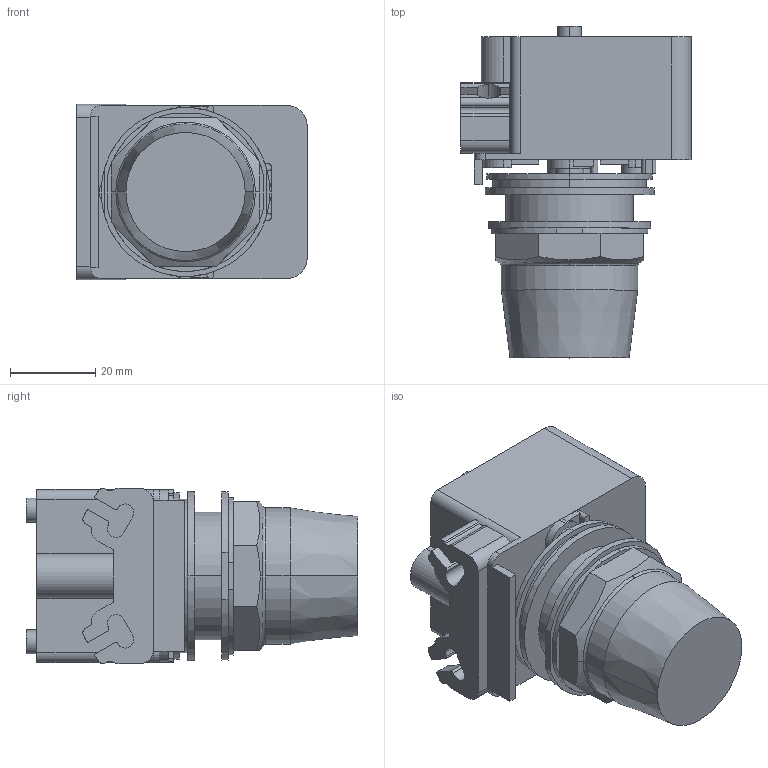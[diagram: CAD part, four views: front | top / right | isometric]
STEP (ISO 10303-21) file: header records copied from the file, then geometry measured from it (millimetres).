
FILE_DESCRIPTION(('starvars output'),'2;1');
FILE_NAME('9001K1L32LRR_3D.stp','08:01:30 2020/03/31',( 'Thomas Industrial Network Germany GmbH'),( 'Thomas Industrial Network Germany GmbH'),'unknown preprocess','ACIS' ,'unknown authorization');
FILE_SCHEMA(('AUTOMOTIVE_DESIGN_CC2 {UNKNOWN IMPLEMENTATION LEVEL}'));
Length unit declared in the file: millimetre
Products named in the file (1): PRODUCT_ID_2
Bounding box: 54.08 x 77.9 x 41.15 mm (x, y, z)
Volume: 89276.3 mm3; surface area: 24425.1 mm2
Topology: 2 solids, 3 shells, 295 faces, 805 edges, 526 vertices
Faces by surface type: plane 173, cylinder 116, cone 4, torus 2
Entity records: 10671 total; most frequent: ORIENTED_EDGE 1610, CARTESIAN_POINT 1525, DIRECTION 1179, EDGE_CURVE 805, VERTEX_POINT 526, VECTOR 439, LINE 439, AXIS2_PLACEMENT_3D 370
